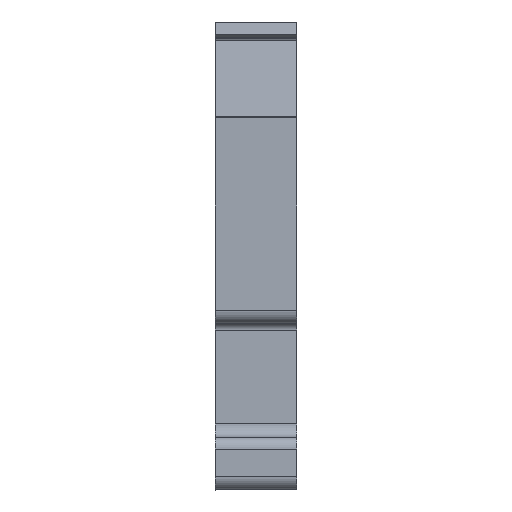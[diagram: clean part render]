
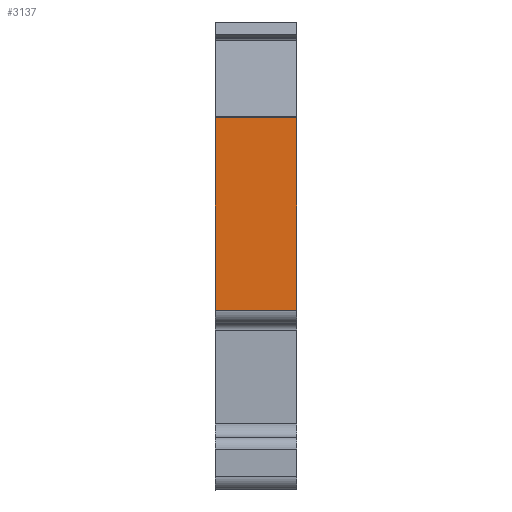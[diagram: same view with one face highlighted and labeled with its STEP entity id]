
A CAD part, left-side view. The second image highlights one B-rep face of the part: STEP entity #3137.
In plain terms, the highlighted planar face has unit normal (-1, 0, 0).
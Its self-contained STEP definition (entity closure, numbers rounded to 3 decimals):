
#634=DIRECTION('',(0.,0.,-1.));
#635=VECTOR('',#634,14.551);
#636=CARTESIAN_POINT('',(-28.05,0.,9.776));
#637=LINE('',#636,#635);
#953=DIRECTION('',(0.,-1.,0.));
#954=VECTOR('',#953,6.15);
#955=CARTESIAN_POINT('',(-28.05,0.,-4.775));
#956=LINE('',#955,#954);
#961=DIRECTION('',(0.,-1.,0.));
#962=VECTOR('',#961,6.15);
#963=CARTESIAN_POINT('',(-28.05,0.,9.776));
#964=LINE('',#963,#962);
#965=DIRECTION('',(0.,0.,-1.));
#966=VECTOR('',#965,14.551);
#967=CARTESIAN_POINT('',(-28.05,-6.15,9.776));
#968=LINE('',#967,#966);
#1791=CARTESIAN_POINT('',(-28.05,-6.15,-4.775));
#1792=VERTEX_POINT('',#1791);
#1793=CARTESIAN_POINT('',(-28.05,-6.15,9.776));
#1794=VERTEX_POINT('',#1793);
#1925=CARTESIAN_POINT('',(-28.05,0.,9.776));
#1926=VERTEX_POINT('',#1925);
#1927=CARTESIAN_POINT('',(-28.05,0.,-4.775));
#1928=VERTEX_POINT('',#1927);
#3125=CARTESIAN_POINT('',(-28.05,0.,-4.775));
#3126=DIRECTION('',(-1.,0.,0.));
#3127=DIRECTION('',(0.,0.,1.));
#3128=AXIS2_PLACEMENT_3D('',#3125,#3126,#3127);
#3129=PLANE('',#3128);
#3130=ORIENTED_EDGE('',*,*,#2626,.F.);
#3132=ORIENTED_EDGE('',*,*,#3131,.T.);
#3133=ORIENTED_EDGE('',*,*,#2241,.T.);
#3134=ORIENTED_EDGE('',*,*,#3117,.F.);
#3135=EDGE_LOOP('',(#3130,#3132,#3133,#3134));
#3136=FACE_OUTER_BOUND('',#3135,.F.);
#2241=EDGE_CURVE('',#1794,#1792,#968,.T.);
#2626=EDGE_CURVE('',#1926,#1928,#637,.T.);
#3117=EDGE_CURVE('',#1928,#1792,#956,.T.);
#3131=EDGE_CURVE('',#1926,#1794,#964,.T.);
#3137=ADVANCED_FACE('',(#3136),#3129,.T.);
